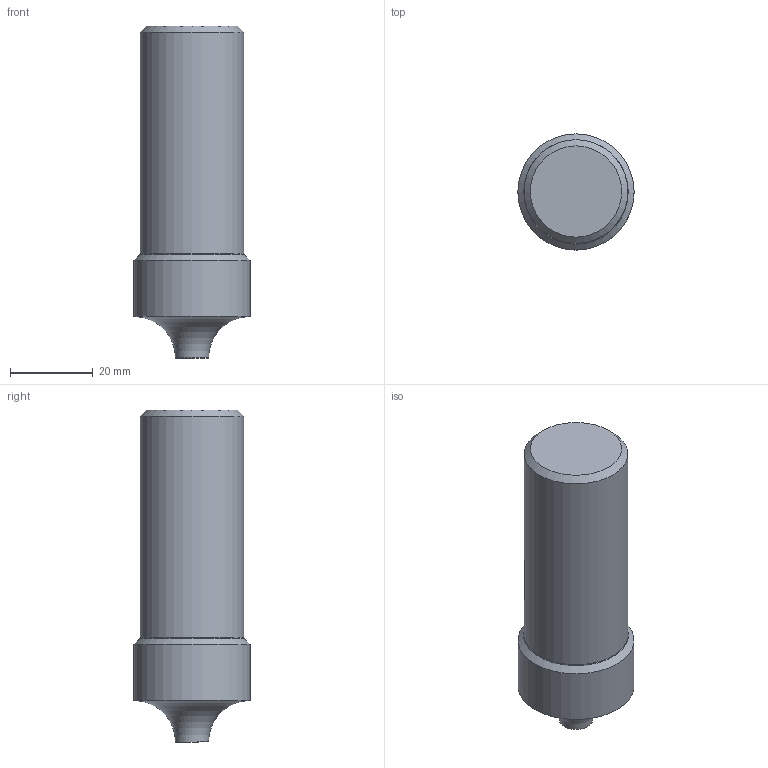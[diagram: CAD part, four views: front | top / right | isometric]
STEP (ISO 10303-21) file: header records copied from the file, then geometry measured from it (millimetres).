
FILE_DESCRIPTION(/* description */ (''),/* implementation_level */ '2;1');
FILE_NAME(/* name */ '31999-MEGAW.stp',/* time_stamp */ '2017-12-13T13:51:23+05:00',/* author */ (''),/* organization */ (''),/* preprocessor_version */ 'ST-DEVELOPER v16',/* originating_system */ 'SIEMENS PLM Software NX 11.0',/* authorisation */ '');
FILE_SCHEMA (('AUTOMOTIVE_DESIGN { 1 0 10303 214 3 1 1 1 }'));
Length unit declared in the file: millimetre
Products named in the file (1): 31999-MEGAW
Bounding box: 28 x 28 x 80 mm (x, y, z)
Volume: 37397.4 mm3; surface area: 9118.7 mm2
Topology: 3 solids, 3 shells, 12 faces, 16 edges, 10 vertices
Faces by surface type: plane 6, torus 2, cone 2, cylinder 2
Full cylindrical faces by diameter (mm): 25 x1, 28 x1
Entity records: 295 total; most frequent: DIRECTION 52, CARTESIAN_POINT 35, AXIS2_PLACEMENT_3D 26, EDGE_LOOP 18, ORIENTED_EDGE 18, ADVANCED_FACE 12, FACE_BOUND 12, VERTEX_POINT 9
